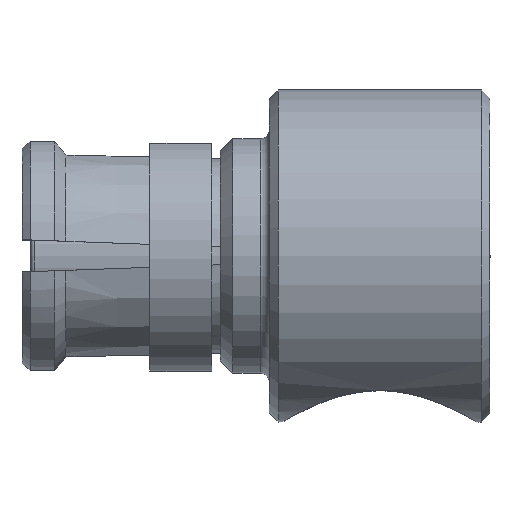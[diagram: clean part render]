
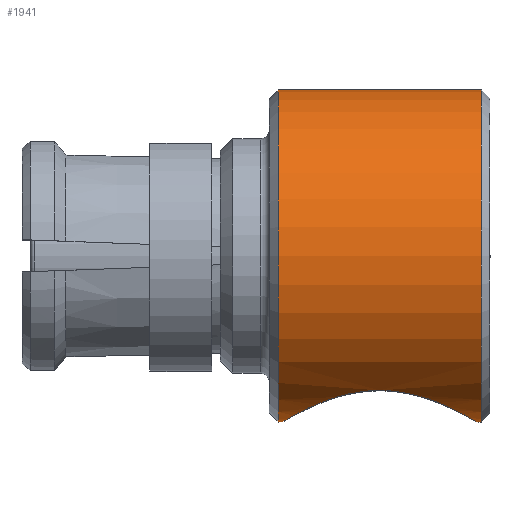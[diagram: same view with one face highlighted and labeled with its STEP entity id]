
A CAD part, top view. The second image highlights one B-rep face of the part: STEP entity #1941.
In plain terms, the highlighted cylindrical face has radius 2.388 mm (diameter 4.775 mm), a full revolution.
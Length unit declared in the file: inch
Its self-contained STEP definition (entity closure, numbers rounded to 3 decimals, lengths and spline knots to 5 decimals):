
#6 = ORIENTED_EDGE ( 'NONE', *, *, #2229, .T. ) ;
#31 = AXIS2_PLACEMENT_3D ( 'NONE', #442, #409, #1936 ) ;
#86 = VERTEX_POINT ( 'NONE', #805 ) ;
#88 = CARTESIAN_POINT ( 'NONE',  ( 0.14, 0., 0. ) ) ;
#150 = CARTESIAN_POINT ( 'NONE',  ( 0.2304, -0.08093, 0.04793 ) ) ;
#167 = CARTESIAN_POINT ( 'NONE',  ( 0.25752, -0.09401, -0.00722 ) ) ;
#195 = CARTESIAN_POINT ( 'NONE',  ( 0.17455, -0.08095, 0.0479 ) ) ;
#219 = CARTESIAN_POINT ( 'NONE',  ( 0.18443, -0.07828, 0.05207 ) ) ;
#237 = VERTEX_POINT ( 'NONE', #438 ) ;
#371 = CARTESIAN_POINT ( 'NONE',  ( 0.20623, -0.07623, 0.055 ) ) ;
#378 = CARTESIAN_POINT ( 'NONE',  ( 0.19522, -0.07621, -0.05502 ) ) ;
#389 = CARTESIAN_POINT ( 'NONE',  ( 0.19877, -0.07623, 0.055 ) ) ;
#404 = FACE_OUTER_BOUND ( 'NONE', #2074, .T. ) ;
#409 = DIRECTION ( 'NONE',  ( -1., 0., 0. ) ) ;
#413 = CARTESIAN_POINT ( 'NONE',  ( 0.19511, -0.07651, 0.05462 ) ) ;
#425 = CARTESIAN_POINT ( 'NONE',  ( 0.26, 0., 0.094 ) ) ;
#438 = CARTESIAN_POINT ( 'NONE',  ( 0.2025, -0.07623, 0.055 ) ) ;
#442 = CARTESIAN_POINT ( 'NONE',  ( 0.26, 0., 0. ) ) ;
#541 = CARTESIAN_POINT ( 'NONE',  ( 0.25749, -0.09399, 0.00387 ) ) ;
#544 = ORIENTED_EDGE ( 'NONE', *, *, #2330, .T. ) ;
#563 = CARTESIAN_POINT ( 'NONE',  ( 0.22052, -0.07827, 0.05209 ) ) ;
#574 = CARTESIAN_POINT ( 'NONE',  ( 0.15047, -0.09229, -0.01819 ) ) ;
#601 = CARTESIAN_POINT ( 'NONE',  ( 0.2025, -0.07623, 0.055 ) ) ;
#656 = DIRECTION ( 'NONE',  ( 1., 0., 0. ) ) ;
#737 = CARTESIAN_POINT ( 'NONE',  ( 0.25602, -0.09311, -0.0146 ) ) ;
#771 = FACE_OUTER_BOUND ( 'NONE', #1271, .T. ) ;
#772 = CARTESIAN_POINT ( 'NONE',  ( 0.149, -0.0931, 0.01466 ) ) ;
#805 = CARTESIAN_POINT ( 'NONE',  ( 0.145, 0., 0.094 ) ) ;
#828 = CYLINDRICAL_SURFACE ( 'NONE', #1008, 0.094 ) ;
#849 = B_SPLINE_CURVE_WITH_KNOTS ( 'NONE', 3,
 ( #1510, #371, #1714, #1489, #563, #150, #1914, #2424, #2252, #2075, #1287, #1686, #541, #167, #737, #926, #1496, #1739, #959, #1520, #2455, #983, #1728, #378, #2130, #1315, #1348, #2304, #1947, #1542, #1721, #574, #2120, #2281, #1551, #1169, #772, #1153, #1939, #1144, #195, #219, #2108, #413, #389, #601 ),
 .UNSPECIFIED., .T., .F.,
 ( 4, 2, 2, 2, 2, 2, 2, 2, 2, 2, 2, 2, 2, 2, 2, 2, 2, 2, 2, 2, 2, 2, 4 ),
 ( 0., 0.00028, 0.00056, 0.00112, 0.00168, 0.00196, 0.00223, 0.00279, 0.00335, 0.00391, 0.00419, 0.00447, 0.00503, 0.00559, 0.00587, 0.00615, 0.00642, 0.0067, 0.00726, 0.00782, 0.00838, 0.00866, 0.00894 ),
 .UNSPECIFIED. ) ;
#878 = DIRECTION ( 'NONE',  ( 0., 0., 1. ) ) ;
#926 = CARTESIAN_POINT ( 'NONE',  ( 0.25043, -0.09002, -0.02793 ) ) ;
#949 = CIRCLE ( 'NONE', #31, 0.094 ) ;
#954 = ORIENTED_EDGE ( 'NONE', *, *, #1610, .T. ) ;
#959 = CARTESIAN_POINT ( 'NONE',  ( 0.23054, -0.08098, -0.04785 ) ) ;
#983 = CARTESIAN_POINT ( 'NONE',  ( 0.21005, -0.07652, -0.0546 ) ) ;
#1008 = AXIS2_PLACEMENT_3D ( 'NONE', #88, #2356, #2176 ) ;
#1115 = FACE_BOUND ( 'NONE', #2129, .T. ) ;
#1144 = CARTESIAN_POINT ( 'NONE',  ( 0.16862, -0.0833, 0.04389 ) ) ;
#1153 = CARTESIAN_POINT ( 'NONE',  ( 0.1546, -0.09, 0.02798 ) ) ;
#1169 = CARTESIAN_POINT ( 'NONE',  ( 0.14748, -0.09401, 0.00731 ) ) ;
#1271 = EDGE_LOOP ( 'NONE', ( #544 ) ) ;
#1287 = CARTESIAN_POINT ( 'NONE',  ( 0.25564, -0.09292, 0.01465 ) ) ;
#1315 = CARTESIAN_POINT ( 'NONE',  ( 0.17467, -0.0809, -0.04798 ) ) ;
#1336 = CIRCLE ( 'NONE', #2342, 0.094 ) ;
#1348 = CARTESIAN_POINT ( 'NONE',  ( 0.16872, -0.08326, -0.04397 ) ) ;
#1489 = CARTESIAN_POINT ( 'NONE',  ( 0.217, -0.07752, 0.05318 ) ) ;
#1496 = CARTESIAN_POINT ( 'NONE',  ( 0.24637, -0.08784, -0.03391 ) ) ;
#1510 = CARTESIAN_POINT ( 'NONE',  ( 0.2025, -0.07623, 0.055 ) ) ;
#1520 = CARTESIAN_POINT ( 'NONE',  ( 0.22072, -0.07831, -0.05202 ) ) ;
#1542 = CARTESIAN_POINT ( 'NONE',  ( 0.15499, -0.08981, -0.02794 ) ) ;
#1551 = CARTESIAN_POINT ( 'NONE',  ( 0.14751, -0.09399, -0.00387 ) ) ;
#1610 = EDGE_CURVE ( 'NONE', #2096, #2096, #949, .T. ) ;
#1686 = CARTESIAN_POINT ( 'NONE',  ( 0.25711, -0.09377, 0.00751 ) ) ;
#1714 = CARTESIAN_POINT ( 'NONE',  ( 0.20987, -0.0765, 0.05463 ) ) ;
#1721 = CARTESIAN_POINT ( 'NONE',  ( 0.15329, -0.09073, -0.02482 ) ) ;
#1728 = CARTESIAN_POINT ( 'NONE',  ( 0.2064, -0.07624, -0.05499 ) ) ;
#1739 = CARTESIAN_POINT ( 'NONE',  ( 0.23647, -0.08334, -0.04382 ) ) ;
#1811 = CARTESIAN_POINT ( 'NONE',  ( 0.145, 0., 0. ) ) ;
#1914 = CARTESIAN_POINT ( 'NONE',  ( 0.23634, -0.08329, 0.04392 ) ) ;
#1936 = DIRECTION ( 'NONE',  ( 0., 0., 1. ) ) ;
#1939 = CARTESIAN_POINT ( 'NONE',  ( 0.15868, -0.08782, 0.03397 ) ) ;
#1941 = ADVANCED_FACE ( 'NONE', ( #771, #1115, #404 ), #828, .T. ) ;
#1947 = CARTESIAN_POINT ( 'NONE',  ( 0.15896, -0.08777, -0.03379 ) ) ;
#2074 = EDGE_LOOP ( 'NONE', ( #954 ) ) ;
#2075 = CARTESIAN_POINT ( 'NONE',  ( 0.25453, -0.09229, 0.01819 ) ) ;
#2096 = VERTEX_POINT ( 'NONE', #425 ) ;
#2108 = CARTESIAN_POINT ( 'NONE',  ( 0.18796, -0.07752, 0.05317 ) ) ;
#2120 = CARTESIAN_POINT ( 'NONE',  ( 0.14936, -0.09292, -0.01465 ) ) ;
#2129 = EDGE_LOOP ( 'NONE', ( #6 ) ) ;
#2130 = CARTESIAN_POINT ( 'NONE',  ( 0.18789, -0.07735, -0.05351 ) ) ;
#2176 = DIRECTION ( 'NONE',  ( 0., 0., -1. ) ) ;
#2229 = EDGE_CURVE ( 'NONE', #237, #237, #849, .T. ) ;
#2252 = CARTESIAN_POINT ( 'NONE',  ( 0.25032, -0.08996, 0.02809 ) ) ;
#2281 = CARTESIAN_POINT ( 'NONE',  ( 0.14789, -0.09377, -0.00751 ) ) ;
#2304 = CARTESIAN_POINT ( 'NONE',  ( 0.16125, -0.08665, -0.03655 ) ) ;
#2330 = EDGE_CURVE ( 'NONE', #86, #86, #1336, .T. ) ;
#2342 = AXIS2_PLACEMENT_3D ( 'NONE', #1811, #656, #878 ) ;
#2356 = DIRECTION ( 'NONE',  ( 1., 0., 0. ) ) ;
#2424 = CARTESIAN_POINT ( 'NONE',  ( 0.24626, -0.08779, 0.03404 ) ) ;
#2455 = CARTESIAN_POINT ( 'NONE',  ( 0.21721, -0.07756, -0.05312 ) ) ;
